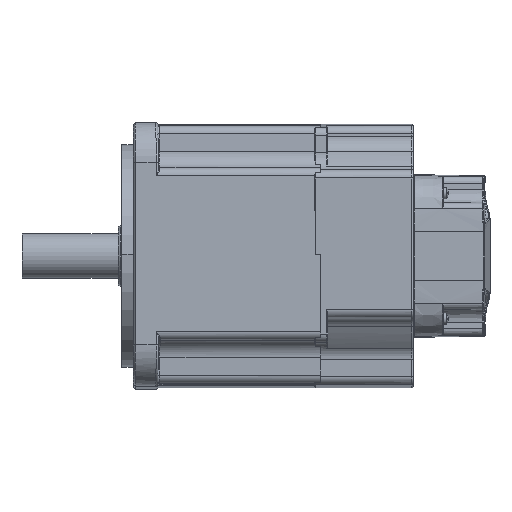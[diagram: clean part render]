
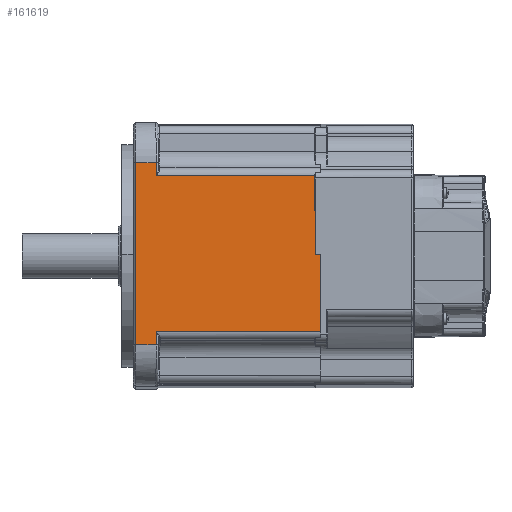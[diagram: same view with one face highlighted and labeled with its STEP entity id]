
A CAD part, front view. The second image highlights one B-rep face of the part: STEP entity #161619.
In plain terms, the highlighted planar face has unit normal (0, -1, 0.017).
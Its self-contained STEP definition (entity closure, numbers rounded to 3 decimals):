
#1232 = CARTESIAN_POINT ( 'NONE',  ( -35.503, -64.971, 2.205 ) ) ;
#4210 = VERTEX_POINT ( 'NONE', #72016 ) ;
#4311 = CARTESIAN_POINT ( 'NONE',  ( -124.003, -65.774, -43.86 ) ) ;
#5962 = CARTESIAN_POINT ( 'NONE',  ( -32.503, -65.661, -37.361 ) ) ;
#6554 = LINE ( 'NONE', #63774, #101963 ) ;
#7403 = CARTESIAN_POINT ( 'NONE',  ( -35.296, -65., 0.566 ) ) ;
#7680 =( BOUNDED_CURVE ( )  B_SPLINE_CURVE ( 3, ( #109261, #96555, #7403, #17191 ),
 .UNSPECIFIED., .F., .F. ) 
 B_SPLINE_CURVE_WITH_KNOTS ( ( 4, 4 ),
 ( 1.571, 3.142 ),
 .UNSPECIFIED. ) 
 CURVE ( )  GEOMETRIC_REPRESENTATION_ITEM ( )  RATIONAL_B_SPLINE_CURVE ( ( 1., 0.805, 0.805, 1. ) ) 
 REPRESENTATION_ITEM ( '' )  );
#9075 = VECTOR ( 'NONE', #148858, 1000. ) ;
#9415 = CARTESIAN_POINT ( 'NONE',  ( -32.503, -64.319, 39.627 ) ) ;
#9508 = CARTESIAN_POINT ( 'NONE',  ( -124.003, -64.206, 46.126 ) ) ;
#10789 = EDGE_CURVE ( 'NONE', #59244, #53461, #168613, .T. ) ;
#17191 = CARTESIAN_POINT ( 'NONE',  ( -35.003, -65., 0.566 ) ) ;
#20737 = DIRECTION ( 'NONE',  ( -1., 0., 0. ) ) ;
#23011 = VERTEX_POINT ( 'NONE', #69187 ) ;
#25675 = EDGE_CURVE ( 'NONE', #139723, #4210, #6554, .T. ) ;
#29981 = VECTOR ( 'NONE', #91719, 1000. ) ;
#31072 = LINE ( 'NONE', #39256, #49656 ) ;
#31357 = EDGE_CURVE ( 'NONE', #23011, #161928, #92944, .T. ) ;
#31631 = CARTESIAN_POINT ( 'NONE',  ( -32.503, -64.319, 39.627 ) ) ;
#32174 = DIRECTION ( 'NONE',  ( 0., 0.017, 1. ) ) ;
#32721 = CARTESIAN_POINT ( 'NONE',  ( -113.722, -65.834, -47.266 ) ) ;
#32730 = CARTESIAN_POINT ( 'NONE',  ( -35.503, -64.319, 39.61 ) ) ;
#34107 = CARTESIAN_POINT ( 'NONE',  ( -113.549, -65.661, -37.361 ) ) ;
#35132 = VECTOR ( 'NONE', #113242, 1000. ) ;
#36214 = LINE ( 'NONE', #4311, #50655 ) ;
#37830 = CARTESIAN_POINT ( 'NONE',  ( -308.851, -65.774, -43.86 ) ) ;
#39256 = CARTESIAN_POINT ( 'NONE',  ( -308.851, -64.206, 46.126 ) ) ;
#42281 = VECTOR ( 'NONE', #92478, 1000. ) ;
#42546 = ORIENTED_EDGE ( 'NONE', *, *, #52577, .F. ) ;
#47388 = CARTESIAN_POINT ( 'NONE',  ( -113.549, -64.319, 39.627 ) ) ;
#47440 = EDGE_LOOP ( 'NONE', ( #168324, #118693, #137743, #90186, #78455, #61667, #157747, #56321, #109041, #76949, #114965, #42546 ) ) ;
#49656 = VECTOR ( 'NONE', #53678, 1000. ) ;
#50198 = CARTESIAN_POINT ( 'NONE',  ( -112.151, -65.715, -40.427 ) ) ;
#50655 = VECTOR ( 'NONE', #70889, 1000. ) ;
#52577 = EDGE_CURVE ( 'NONE', #103287, #135082, #73250, .T. ) ;
#53461 = VERTEX_POINT ( 'NONE', #103608 ) ;
#53678 = DIRECTION ( 'NONE',  ( 1., 0., 0. ) ) ;
#56321 = ORIENTED_EDGE ( 'NONE', *, *, #120829, .F. ) ;
#59244 = VERTEX_POINT ( 'NONE', #47388 ) ;
#61056 = LINE ( 'NONE', #9415, #156348 ) ;
#61667 = ORIENTED_EDGE ( 'NONE', *, *, #114509, .T. ) ;
#63774 = CARTESIAN_POINT ( 'NONE',  ( -29.503, -65., 0.566 ) ) ;
#66509 = VECTOR ( 'NONE', #20737, 1000. ) ;
#69187 = CARTESIAN_POINT ( 'NONE',  ( -35.503, -64.319, 39.627 ) ) ;
#70889 = DIRECTION ( 'NONE',  ( 0., -0.017, -1. ) ) ;
#72016 = CARTESIAN_POINT ( 'NONE',  ( -35.003, -65., 0.566 ) ) ;
#73250 = LINE ( 'NONE', #78434, #104355 ) ;
#75473 = DIRECTION ( 'NONE',  ( 0., -0.017, -1. ) ) ;
#76071 = EDGE_CURVE ( 'NONE', #153117, #139015, #139806, .T. ) ;
#76949 = ORIENTED_EDGE ( 'NONE', *, *, #76071, .T. ) ;
#78434 = CARTESIAN_POINT ( 'NONE',  ( -32.503, -65.661, -37.361 ) ) ;
#78455 = ORIENTED_EDGE ( 'NONE', *, *, #31357, .F. ) ;
#79639 = VERTEX_POINT ( 'NONE', #92797 ) ;
#79731 = EDGE_CURVE ( 'NONE', #161928, #79639, #123076, .T. ) ;
#84129 = EDGE_CURVE ( 'NONE', #139015, #135082, #105650, .T. ) ;
#86651 = CARTESIAN_POINT ( 'NONE',  ( -35.503, -64.319, 39.621 ) ) ;
#89706 = CARTESIAN_POINT ( 'NONE',  ( -113.663, -65.774, -43.86 ) ) ;
#90186 = ORIENTED_EDGE ( 'NONE', *, *, #79731, .F. ) ;
#91719 = DIRECTION ( 'NONE',  ( 1., 0., 0. ) ) ;
#92478 = DIRECTION ( 'NONE',  ( -0.017, 0.017, 1. ) ) ;
#92797 = CARTESIAN_POINT ( 'NONE',  ( -35.503, -64.5, 29.25 ) ) ;
#92944 = B_SPLINE_CURVE_WITH_KNOTS ( 'NONE', 3,
 ( #138704, #86651, #112122, #32730 ),
 .UNSPECIFIED., .F., .F.,
 ( 4, 4 ),
 ( 0.001, 0.001 ),
 .UNSPECIFIED. ) ;
#96555 = CARTESIAN_POINT ( 'NONE',  ( -35.503, -64.793, 12.447 ) ) ;
#98798 = EDGE_CURVE ( 'NONE', #79639, #4210, #7680, .T. ) ;
#100583 = PLANE ( 'NONE',  #151188 ) ;
#101963 = VECTOR ( 'NONE', #168469, 1000. ) ;
#103287 = VERTEX_POINT ( 'NONE', #5962 ) ;
#103608 = CARTESIAN_POINT ( 'NONE',  ( -113.663, -64.206, 46.126 ) ) ;
#104355 = VECTOR ( 'NONE', #117793, 1000. ) ;
#105650 = LINE ( 'NONE', #32721, #35132 ) ;
#107846 = VERTEX_POINT ( 'NONE', #9508 ) ;
#109041 = ORIENTED_EDGE ( 'NONE', *, *, #148776, .T. ) ;
#109261 = CARTESIAN_POINT ( 'NONE',  ( -35.503, -64.5, 29.25 ) ) ;
#112122 = CARTESIAN_POINT ( 'NONE',  ( -35.503, -64.319, 39.616 ) ) ;
#113242 = DIRECTION ( 'NONE',  ( 0.017, 0.017, 1. ) ) ;
#114509 = EDGE_CURVE ( 'NONE', #23011, #59244, #132769, .T. ) ;
#114965 = ORIENTED_EDGE ( 'NONE', *, *, #84129, .T. ) ;
#117793 = DIRECTION ( 'NONE',  ( -1., 0., 0. ) ) ;
#118693 = ORIENTED_EDGE ( 'NONE', *, *, #25675, .T. ) ;
#120829 = EDGE_CURVE ( 'NONE', #107846, #53461, #31072, .T. ) ;
#122653 = EDGE_CURVE ( 'NONE', #139723, #103287, #61056, .T. ) ;
#123076 = LINE ( 'NONE', #1232, #9075 ) ;
#125417 = DIRECTION ( 'NONE',  ( 0., 1., -0.017 ) ) ;
#132769 = LINE ( 'NONE', #166040, #66509 ) ;
#133808 = FACE_OUTER_BOUND ( 'NONE', #47440, .T. ) ;
#135082 = VERTEX_POINT ( 'NONE', #34107 ) ;
#136185 = CARTESIAN_POINT ( 'NONE',  ( -32.503, -65., 0.566 ) ) ;
#137743 = ORIENTED_EDGE ( 'NONE', *, *, #98798, .F. ) ;
#138157 = CARTESIAN_POINT ( 'NONE',  ( -124.003, -65.774, -43.86 ) ) ;
#138704 = CARTESIAN_POINT ( 'NONE',  ( -35.503, -64.319, 39.627 ) ) ;
#139015 = VERTEX_POINT ( 'NONE', #89706 ) ;
#139723 = VERTEX_POINT ( 'NONE', #136185 ) ;
#139806 = LINE ( 'NONE', #37830, #29981 ) ;
#148776 = EDGE_CURVE ( 'NONE', #107846, #153117, #36214, .T. ) ;
#148858 = DIRECTION ( 'NONE',  ( 0., -0.017, -1. ) ) ;
#148988 = CARTESIAN_POINT ( 'NONE',  ( -35.503, -64.319, 39.61 ) ) ;
#151188 = AXIS2_PLACEMENT_3D ( 'NONE', #31631, #125417, #32174 ) ;
#153117 = VERTEX_POINT ( 'NONE', #138157 ) ;
#156348 = VECTOR ( 'NONE', #75473, 1000. ) ;
#157747 = ORIENTED_EDGE ( 'NONE', *, *, #10789, .T. ) ;
#161619 = ADVANCED_FACE ( 'NONE', ( #133808 ), #100583, .F. ) ;
#161928 = VERTEX_POINT ( 'NONE', #148988 ) ;
#166040 = CARTESIAN_POINT ( 'NONE',  ( -32.503, -64.319, 39.627 ) ) ;
#168324 = ORIENTED_EDGE ( 'NONE', *, *, #122653, .F. ) ;
#168469 = DIRECTION ( 'NONE',  ( -1., 0., 0. ) ) ;
#168613 = LINE ( 'NONE', #50198, #42281 ) ;
